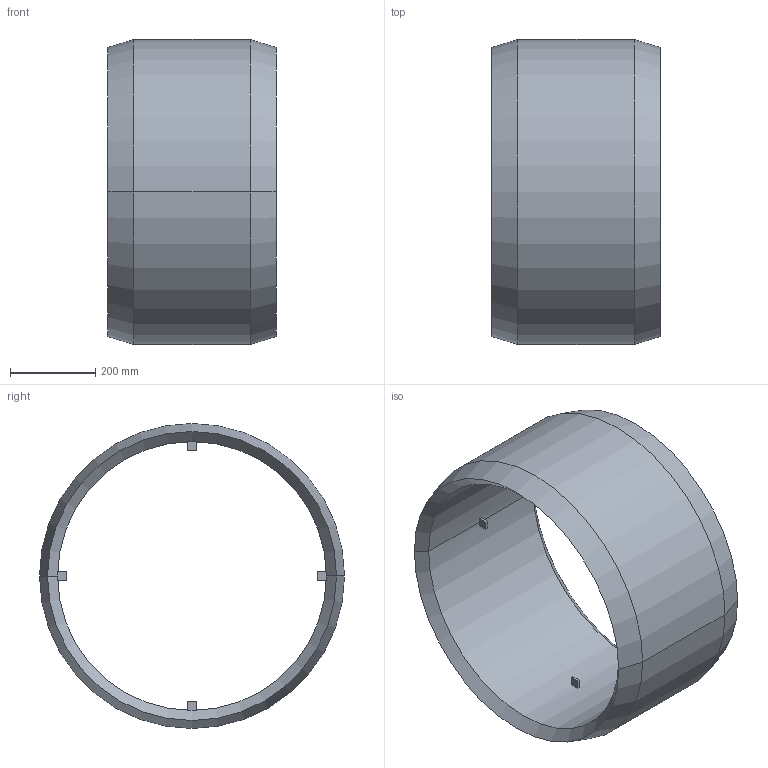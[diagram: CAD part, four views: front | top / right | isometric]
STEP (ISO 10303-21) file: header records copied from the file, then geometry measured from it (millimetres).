
FILE_DESCRIPTION( ( '' ), '1' );
FILE_NAME( 'MEL-A-17-630.stp', '2015-08-27T14:03:41', ( '' ), ( '' ), ' ', ' ', ' ' );
FILE_SCHEMA( ( 'automotive_design' ) );
Length unit declared in the file: millimetre
Products named in the file (1): 1
Bounding box: 394.36 x 715 x 715 mm (x, y, z)
Volume: 31768214.7 mm3; surface area: 1719981.4 mm2
Topology: 1 solids, 1 shells, 32 faces, 78 edges, 48 vertices
Faces by surface type: plane 16, cone 8, cylinder 8
Entity records: 1852 total; most frequent: DIRECTION 176, STYLED_ITEM 159, PRESENTATION_STYLE_ASSIGNMENT 159, CARTESIAN_POINT 159, COLOUR_RGB 159, ORIENTED_EDGE 156, EDGE_CURVE 78, CURVE_STYLE 78
